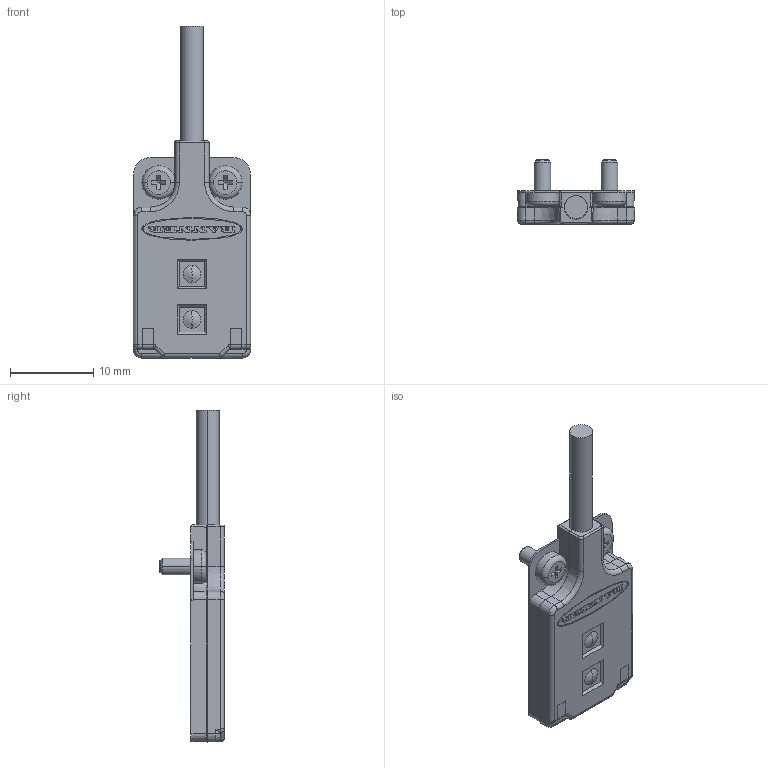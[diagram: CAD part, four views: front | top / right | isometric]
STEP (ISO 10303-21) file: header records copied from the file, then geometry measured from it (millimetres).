
FILE_DESCRIPTION((''),'2;1');
FILE_NAME('249331_SM01_ASM','2026-02-23T08:24:55',('banengservice'),('BANNER ENGINEERING'),'CREO PARAMETRIC BY PTC INC, 2022414','CREO PARAMETRIC BY PTC INC, 2022414','');
FILE_SCHEMA(('CONFIG_CONTROL_DESIGN'));
Length unit declared in the file: millimetre
Products named in the file (3): 249331_EP01; Q2F_M2_EP02; 249331_SM01_ASM
Assembly tree (3 placements, depth 2):
  249331_SM01_ASM
    249331_EP01
    Q2F_M2_EP02  x2
Bounding box: 14.1 x 7.76 x 39.83 mm (x, y, z)
Volume: 1285.3 mm3; surface area: 1371 mm2
Topology: 3 solids, 6 shells, 494 faces, 1264 edges, 798 vertices
Faces by surface type: plane 314, extrusion 81, cylinder 55, cone 24, torus 6, bspline 6, sphere 4, revolution 4
Entity records: 15128 total; most frequent: CARTESIAN_POINT 4182, ORIENTED_EDGE 2376, DIRECTION 1933, EDGE_CURVE 1190, VECTOR 945, LINE 864, VERTEX_POINT 761, AXIS2_PLACEMENT_3D 492
